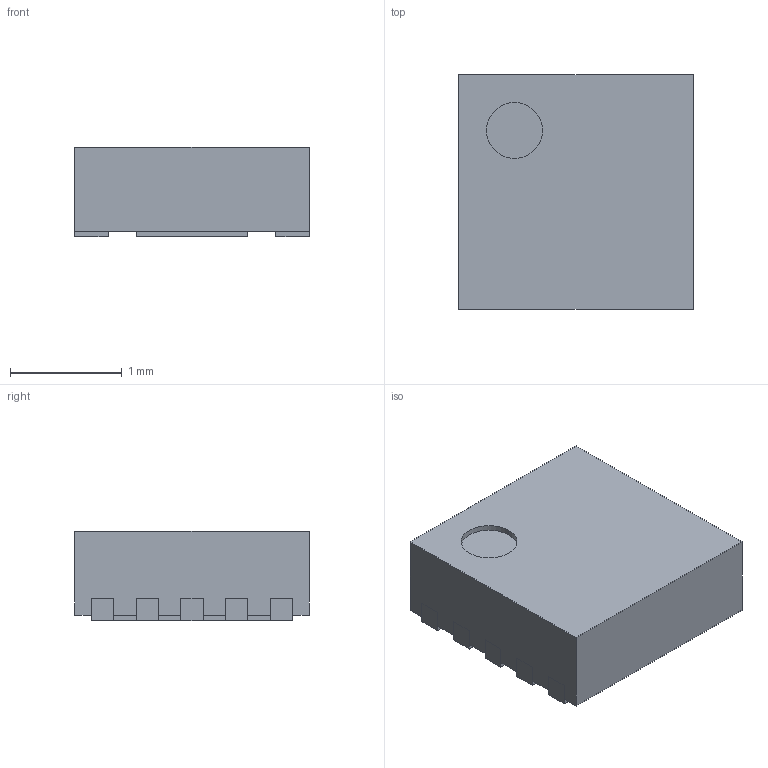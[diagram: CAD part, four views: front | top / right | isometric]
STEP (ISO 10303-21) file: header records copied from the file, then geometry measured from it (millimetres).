
FILE_DESCRIPTION((''),'2;1');
FILE_NAME('SON40P200X200X80-11N-R100X160.stp','2015-01-22T10:07:30',(''),(''),'Mechanical Desktop 2011','Mechanical Desktop 2011',', , ');
FILE_SCHEMA(('AUTOMOTIVE_DESIGN { 1 2 10303 214 1 1 1 1 }'));
Length unit declared in the file: millimetre
Products named in the file (1): Product
Bounding box: 2.1 x 2.1 x 0.8 mm (x, y, z)
Volume: 3.4 mm3; surface area: 22.8 mm2
Topology: 12 solids, 12 shells, 115 faces, 270 edges, 180 vertices
Faces by surface type: plane 63, bspline 50, cylinder 2
Entity records: 3269 total; most frequent: CARTESIAN_POINT 716, ORIENTED_EDGE 540, DIRECTION 406, EDGE_CURVE 270, VECTOR 266, LINE 266, VERTEX_POINT 180, EDGE_LOOP 116
